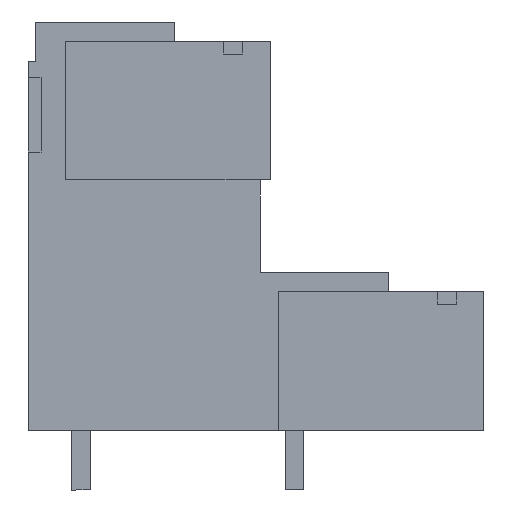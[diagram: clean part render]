
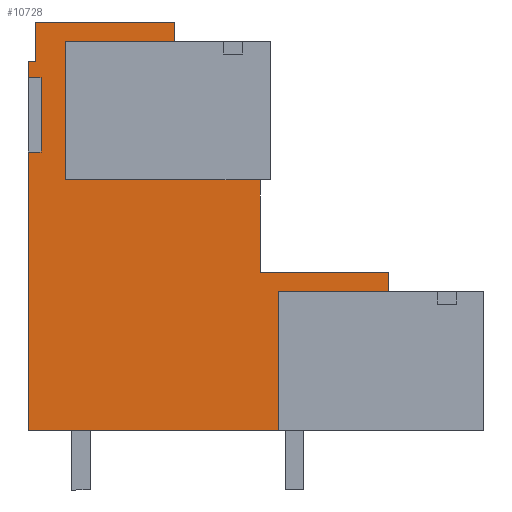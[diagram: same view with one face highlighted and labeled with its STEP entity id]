
A CAD part, left-side view. The second image highlights one B-rep face of the part: STEP entity #10728.
In plain terms, the highlighted planar face has unit normal (-1, 0, 0).
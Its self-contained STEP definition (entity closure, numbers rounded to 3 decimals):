
#10689=AXIS2_PLACEMENT_3D('Plane Axis2P3D',#10686,#10687,#10688) ;
#209=CARTESIAN_POINT('Line Origine',(3.45,22.55,20.438)) ;
#213=CARTESIAN_POINT('Vertex',(3.45,22.55,24.175)) ;
#215=CARTESIAN_POINT('Vertex',(3.45,22.55,16.7)) ;
#622=CARTESIAN_POINT('Vertex',(3.45,12.05,16.7)) ;
#630=CARTESIAN_POINT('Line Origine',(3.45,17.3,16.7)) ;
#1559=CARTESIAN_POINT('Vertex',(3.45,16.65,24.175)) ;
#1562=CARTESIAN_POINT('Line Origine',(3.45,19.6,24.175)) ;
#4047=CARTESIAN_POINT('Line Origine',(3.45,23.85,20.2)) ;
#4051=CARTESIAN_POINT('Vertex',(3.45,23.85,22.2)) ;
#4053=CARTESIAN_POINT('Vertex',(3.45,23.85,18.2)) ;
#4127=CARTESIAN_POINT('Vertex',(3.45,24.15,25.2)) ;
#4143=CARTESIAN_POINT('Vertex',(3.45,24.15,23.09)) ;
#4146=CARTESIAN_POINT('Line Origine',(3.45,24.15,24.145)) ;
#4254=CARTESIAN_POINT('Vertex',(3.45,24.55,18.2)) ;
#4257=CARTESIAN_POINT('Line Origine',(3.45,24.2,18.2)) ;
#4298=CARTESIAN_POINT('Line Origine',(3.45,24.2,22.2)) ;
#4302=CARTESIAN_POINT('Vertex',(3.45,24.55,22.2)) ;
#5238=CARTESIAN_POINT('Vertex',(3.45,5.15,10.7)) ;
#5241=CARTESIAN_POINT('Line Origine',(3.45,8.1,10.7)) ;
#5245=CARTESIAN_POINT('Vertex',(3.45,11.05,10.7)) ;
#5576=CARTESIAN_POINT('Vertex',(3.45,5.15,11.7)) ;
#5579=CARTESIAN_POINT('Line Origine',(3.45,5.15,11.2)) ;
#5607=CARTESIAN_POINT('Vertex',(3.45,12.05,11.7)) ;
#5610=CARTESIAN_POINT('Line Origine',(3.45,8.6,11.7)) ;
#5653=CARTESIAN_POINT('Line Origine',(3.45,12.05,14.2)) ;
#5709=CARTESIAN_POINT('Vertex',(3.45,16.65,25.2)) ;
#5712=CARTESIAN_POINT('Line Origine',(3.45,16.65,24.688)) ;
#7674=CARTESIAN_POINT('Line Origine',(3.45,20.4,25.2)) ;
#8467=CARTESIAN_POINT('Line Origine',(3.45,24.35,23.09)) ;
#8471=CARTESIAN_POINT('Vertex',(3.45,24.55,23.09)) ;
#10147=CARTESIAN_POINT('Line Origine',(3.45,11.05,6.95)) ;
#10151=CARTESIAN_POINT('Vertex',(3.45,11.05,3.2)) ;
#10686=CARTESIAN_POINT('Axis2P3D Location',(3.45,24.15,3.2)) ;
#10691=CARTESIAN_POINT('Line Origine',(3.45,24.55,10.7)) ;
#10695=CARTESIAN_POINT('Vertex',(3.45,24.55,3.2)) ;
#10698=CARTESIAN_POINT('Line Origine',(3.45,17.8,3.2)) ;
#10703=CARTESIAN_POINT('Line Origine',(3.45,24.55,22.645)) ;
#210=DIRECTION('Vector Direction',(0.,0.,-1.)) ;
#631=DIRECTION('Vector Direction',(0.,1.,0.)) ;
#1563=DIRECTION('Vector Direction',(0.,1.,0.)) ;
#4048=DIRECTION('Vector Direction',(0.,0.,-1.)) ;
#4147=DIRECTION('Vector Direction',(0.,0.,1.)) ;
#4258=DIRECTION('Vector Direction',(0.,-1.,0.)) ;
#4299=DIRECTION('Vector Direction',(0.,-1.,0.)) ;
#5242=DIRECTION('Vector Direction',(0.,1.,0.)) ;
#5580=DIRECTION('Vector Direction',(0.,0.,1.)) ;
#5611=DIRECTION('Vector Direction',(0.,1.,0.)) ;
#5654=DIRECTION('Vector Direction',(0.,0.,1.)) ;
#5713=DIRECTION('Vector Direction',(0.,0.,1.)) ;
#7675=DIRECTION('Vector Direction',(0.,1.,0.)) ;
#8468=DIRECTION('Vector Direction',(0.,1.,0.)) ;
#10148=DIRECTION('Vector Direction',(0.,0.,-1.)) ;
#10687=DIRECTION('Axis2P3D Direction',(-1.,0.,0.)) ;
#10688=DIRECTION('Axis2P3D XDirection',(0.,1.,0.)) ;
#10692=DIRECTION('Vector Direction',(0.,0.,-1.)) ;
#10699=DIRECTION('Vector Direction',(0.,-1.,0.)) ;
#10704=DIRECTION('Vector Direction',(0.,0.,-1.)) ;
#211=VECTOR('Line Direction',#210,1.) ;
#632=VECTOR('Line Direction',#631,1.) ;
#1564=VECTOR('Line Direction',#1563,1.) ;
#4049=VECTOR('Line Direction',#4048,1.) ;
#4148=VECTOR('Line Direction',#4147,1.) ;
#4259=VECTOR('Line Direction',#4258,1.) ;
#4300=VECTOR('Line Direction',#4299,1.) ;
#5243=VECTOR('Line Direction',#5242,1.) ;
#5581=VECTOR('Line Direction',#5580,1.) ;
#5612=VECTOR('Line Direction',#5611,1.) ;
#5655=VECTOR('Line Direction',#5654,1.) ;
#5714=VECTOR('Line Direction',#5713,1.) ;
#7676=VECTOR('Line Direction',#7675,1.) ;
#8469=VECTOR('Line Direction',#8468,1.) ;
#10149=VECTOR('Line Direction',#10148,1.) ;
#10693=VECTOR('Line Direction',#10692,1.) ;
#10700=VECTOR('Line Direction',#10699,1.) ;
#10705=VECTOR('Line Direction',#10704,1.) ;
#10709=ORIENTED_EDGE('',*,*,#10697,.T.) ;
#10710=ORIENTED_EDGE('',*,*,#10702,.T.) ;
#10711=ORIENTED_EDGE('',*,*,#10153,.F.) ;
#10712=ORIENTED_EDGE('',*,*,#5247,.F.) ;
#10713=ORIENTED_EDGE('',*,*,#5583,.T.) ;
#10714=ORIENTED_EDGE('',*,*,#5614,.T.) ;
#10715=ORIENTED_EDGE('',*,*,#5657,.T.) ;
#10716=ORIENTED_EDGE('',*,*,#634,.T.) ;
#10717=ORIENTED_EDGE('',*,*,#217,.F.) ;
#10718=ORIENTED_EDGE('',*,*,#1566,.F.) ;
#10719=ORIENTED_EDGE('',*,*,#5716,.T.) ;
#10720=ORIENTED_EDGE('',*,*,#7678,.T.) ;
#10721=ORIENTED_EDGE('',*,*,#4150,.T.) ;
#10722=ORIENTED_EDGE('',*,*,#8473,.T.) ;
#10723=ORIENTED_EDGE('',*,*,#10707,.T.) ;
#10724=ORIENTED_EDGE('',*,*,#4304,.T.) ;
#10725=ORIENTED_EDGE('',*,*,#4055,.T.) ;
#10726=ORIENTED_EDGE('',*,*,#4261,.F.) ;
#10728=ADVANCED_FACE('HOUSING',(#10727),#10690,.T.) ;
#217=EDGE_CURVE('',#214,#216,#212,.T.) ;
#634=EDGE_CURVE('',#623,#216,#633,.T.) ;
#1566=EDGE_CURVE('',#1560,#214,#1565,.T.) ;
#4055=EDGE_CURVE('',#4052,#4054,#4050,.T.) ;
#4150=EDGE_CURVE('',#4128,#4144,#4149,.F.) ;
#4261=EDGE_CURVE('',#4255,#4054,#4260,.T.) ;
#4304=EDGE_CURVE('',#4303,#4052,#4301,.T.) ;
#5247=EDGE_CURVE('',#5239,#5246,#5244,.T.) ;
#5583=EDGE_CURVE('',#5239,#5577,#5582,.T.) ;
#5614=EDGE_CURVE('',#5577,#5608,#5613,.T.) ;
#5657=EDGE_CURVE('',#5608,#623,#5656,.T.) ;
#5716=EDGE_CURVE('',#1560,#5710,#5715,.T.) ;
#7678=EDGE_CURVE('',#5710,#4128,#7677,.T.) ;
#8473=EDGE_CURVE('',#4144,#8472,#8470,.T.) ;
#10153=EDGE_CURVE('',#5246,#10152,#10150,.T.) ;
#10697=EDGE_CURVE('',#4255,#10696,#10694,.T.) ;
#10702=EDGE_CURVE('',#10696,#10152,#10701,.T.) ;
#10707=EDGE_CURVE('',#8472,#4303,#10706,.T.) ;
#10708=EDGE_LOOP('',(#10709,#10710,#10711,#10712,#10713,#10714,#10715,#10716,#10717,#10718,#10719,#10720,#10721,#10722,#10723,#10724,#10725,#10726)) ;
#10727=FACE_OUTER_BOUND('',#10708,.T.) ;
#212=LINE('Line',#209,#211) ;
#633=LINE('Line',#630,#632) ;
#1565=LINE('Line',#1562,#1564) ;
#4050=LINE('Line',#4047,#4049) ;
#4149=LINE('Line',#4146,#4148) ;
#4260=LINE('Line',#4257,#4259) ;
#4301=LINE('Line',#4298,#4300) ;
#5244=LINE('Line',#5241,#5243) ;
#5582=LINE('Line',#5579,#5581) ;
#5613=LINE('Line',#5610,#5612) ;
#5656=LINE('Line',#5653,#5655) ;
#5715=LINE('Line',#5712,#5714) ;
#7677=LINE('Line',#7674,#7676) ;
#8470=LINE('Line',#8467,#8469) ;
#10150=LINE('Line',#10147,#10149) ;
#10694=LINE('Line',#10691,#10693) ;
#10701=LINE('Line',#10698,#10700) ;
#10706=LINE('Line',#10703,#10705) ;
#10690=PLANE('',#10689) ;
#214=VERTEX_POINT('',#213) ;
#216=VERTEX_POINT('',#215) ;
#623=VERTEX_POINT('',#622) ;
#1560=VERTEX_POINT('',#1559) ;
#4052=VERTEX_POINT('',#4051) ;
#4054=VERTEX_POINT('',#4053) ;
#4128=VERTEX_POINT('',#4127) ;
#4144=VERTEX_POINT('',#4143) ;
#4255=VERTEX_POINT('',#4254) ;
#4303=VERTEX_POINT('',#4302) ;
#5239=VERTEX_POINT('',#5238) ;
#5246=VERTEX_POINT('',#5245) ;
#5577=VERTEX_POINT('',#5576) ;
#5608=VERTEX_POINT('',#5607) ;
#5710=VERTEX_POINT('',#5709) ;
#8472=VERTEX_POINT('',#8471) ;
#10152=VERTEX_POINT('',#10151) ;
#10696=VERTEX_POINT('',#10695) ;
